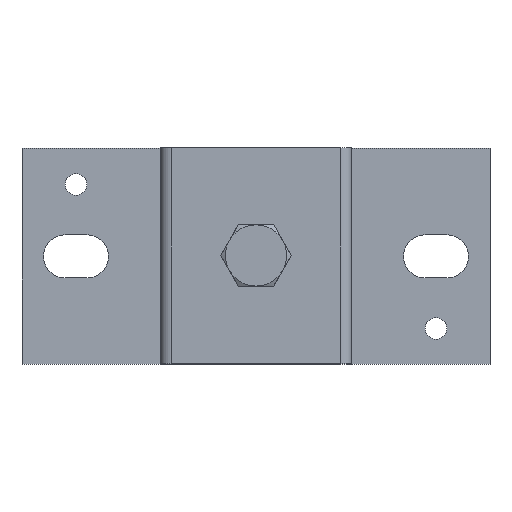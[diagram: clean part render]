
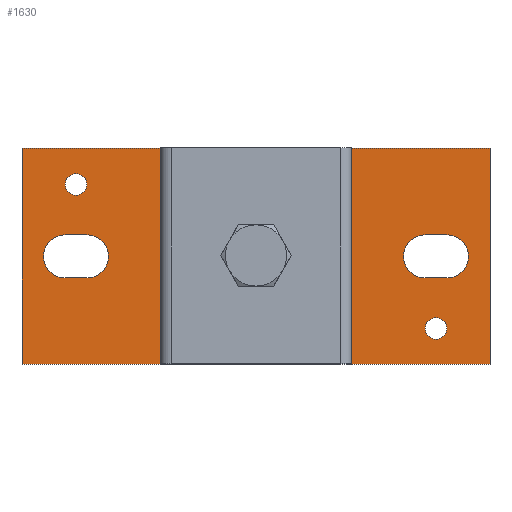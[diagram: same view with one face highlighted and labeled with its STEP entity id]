
A CAD part, top view. The second image highlights one B-rep face of the part: STEP entity #1630.
In plain terms, the highlighted planar face has unit normal (0, 0, 1).
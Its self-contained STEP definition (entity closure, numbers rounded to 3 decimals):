
#239=CIRCLE($,#1723,12.5);
#241=CIRCLE($,#1727,12.5);
#243=CIRCLE($,#1731,6.);
#245=CIRCLE($,#1735,6.);
#247=CIRCLE($,#1739,6.);
#249=CIRCLE($,#1743,6.);
#251=CIRCLE($,#1747,3.);
#253=CIRCLE($,#1750,3.);
#308=LINE($,#2760,#434);
#312=LINE($,#2770,#438);
#316=LINE($,#2784,#442);
#320=LINE($,#2794,#446);
#324=LINE($,#2808,#450);
#328=LINE($,#2818,#454);
#329=LINE($,#2832,#455);
#333=LINE($,#2840,#459);
#336=LINE($,#2846,#462);
#339=LINE($,#2851,#465);
#434=VECTOR($,#1919,15.);
#438=VECTOR($,#1931,15.);
#442=VECTOR($,#1943,6.);
#446=VECTOR($,#1955,6.);
#450=VECTOR($,#1967,6.);
#454=VECTOR($,#1979,6.);
#455=VECTOR($,#1994,60.);
#459=VECTOR($,#2000,130.);
#462=VECTOR($,#2005,60.);
#465=VECTOR($,#2010,130.);
#561=FACE_BOUND($,#620,.T.);
#562=FACE_BOUND($,#621,.T.);
#563=FACE_BOUND($,#622,.T.);
#564=FACE_BOUND($,#623,.T.);
#565=FACE_BOUND($,#624,.T.);
#566=FACE_BOUND($,#625,.T.);
#620=EDGE_LOOP($,(#1226,#1227,#1228,#1229));
#621=EDGE_LOOP($,(#1230,#1231,#1232,#1233));
#622=EDGE_LOOP($,(#1234,#1235,#1236,#1237));
#623=EDGE_LOOP($,(#1238));
#624=EDGE_LOOP($,(#1239));
#625=EDGE_LOOP($,(#1240,#1241,#1242,#1243));
#739=VERTEX_POINT($,#2751);
#740=VERTEX_POINT($,#2753);
#742=VERTEX_POINT($,#2759);
#744=VERTEX_POINT($,#2765);
#747=VERTEX_POINT($,#2775);
#748=VERTEX_POINT($,#2777);
#750=VERTEX_POINT($,#2783);
#752=VERTEX_POINT($,#2789);
#755=VERTEX_POINT($,#2799);
#756=VERTEX_POINT($,#2801);
#758=VERTEX_POINT($,#2807);
#760=VERTEX_POINT($,#2813);
#762=VERTEX_POINT($,#2822);
#764=VERTEX_POINT($,#2827);
#765=VERTEX_POINT($,#2830);
#766=VERTEX_POINT($,#2831);
#769=VERTEX_POINT($,#2839);
#771=VERTEX_POINT($,#2845);
#899=EDGE_CURVE($,#740,#739,#239,.T.);
#902=EDGE_CURVE($,#742,#740,#308,.T.);
#905=EDGE_CURVE($,#744,#742,#241,.T.);
#908=EDGE_CURVE($,#739,#744,#312,.T.);
#911=EDGE_CURVE($,#748,#747,#243,.T.);
#914=EDGE_CURVE($,#750,#748,#316,.T.);
#917=EDGE_CURVE($,#752,#750,#245,.T.);
#920=EDGE_CURVE($,#747,#752,#320,.T.);
#923=EDGE_CURVE($,#756,#755,#247,.T.);
#926=EDGE_CURVE($,#758,#756,#324,.T.);
#929=EDGE_CURVE($,#760,#758,#249,.T.);
#932=EDGE_CURVE($,#755,#760,#328,.T.);
#934=EDGE_CURVE($,#762,#762,#251,.T.);
#936=EDGE_CURVE($,#764,#764,#253,.T.);
#937=EDGE_CURVE($,#765,#766,#329,.T.);
#941=EDGE_CURVE($,#766,#769,#333,.T.);
#944=EDGE_CURVE($,#769,#771,#336,.T.);
#947=EDGE_CURVE($,#771,#765,#339,.T.);
#1226=ORIENTED_EDGE($,*,*,#899,.T.);
#1227=ORIENTED_EDGE($,*,*,#908,.T.);
#1228=ORIENTED_EDGE($,*,*,#905,.T.);
#1229=ORIENTED_EDGE($,*,*,#902,.T.);
#1230=ORIENTED_EDGE($,*,*,#911,.T.);
#1231=ORIENTED_EDGE($,*,*,#920,.T.);
#1232=ORIENTED_EDGE($,*,*,#917,.T.);
#1233=ORIENTED_EDGE($,*,*,#914,.T.);
#1234=ORIENTED_EDGE($,*,*,#923,.T.);
#1235=ORIENTED_EDGE($,*,*,#932,.T.);
#1236=ORIENTED_EDGE($,*,*,#929,.T.);
#1237=ORIENTED_EDGE($,*,*,#926,.T.);
#1238=ORIENTED_EDGE($,*,*,#934,.T.);
#1239=ORIENTED_EDGE($,*,*,#936,.T.);
#1240=ORIENTED_EDGE($,*,*,#937,.F.);
#1241=ORIENTED_EDGE($,*,*,#947,.F.);
#1242=ORIENTED_EDGE($,*,*,#944,.F.);
#1243=ORIENTED_EDGE($,*,*,#941,.F.);
#1564=PLANE($,#1756);
#1630=ADVANCED_FACE($,(#561,#562,#563,#564,#565,#566),#1564,.T.);
#1723=AXIS2_PLACEMENT_3D($,#2754,#1913,#1914);
#1727=AXIS2_PLACEMENT_3D($,#2766,#1925,#1926);
#1731=AXIS2_PLACEMENT_3D($,#2778,#1937,#1938);
#1735=AXIS2_PLACEMENT_3D($,#2790,#1949,#1950);
#1739=AXIS2_PLACEMENT_3D($,#2802,#1961,#1962);
#1743=AXIS2_PLACEMENT_3D($,#2814,#1973,#1974);
#1747=AXIS2_PLACEMENT_3D($,#2823,#1984,#1985);
#1750=AXIS2_PLACEMENT_3D($,#2828,#1990,#1991);
#1756=AXIS2_PLACEMENT_3D($,#2854,#2014,#2015);
#1913=DIRECTION('center_axis',(0.,0.,-1.));
#1914=DIRECTION('ref_axis',(1.,0.,0.));
#1919=DIRECTION($,(0.,-1.,0.));
#1925=DIRECTION('center_axis',(0.,0.,-1.));
#1926=DIRECTION('ref_axis',(-1.,0.,0.));
#1931=DIRECTION($,(0.,1.,0.));
#1937=DIRECTION('center_axis',(0.,0.,-1.));
#1938=DIRECTION('ref_axis',(0.,-1.,0.));
#1943=DIRECTION($,(-1.,0.,0.));
#1949=DIRECTION('center_axis',(0.,0.,-1.));
#1950=DIRECTION('ref_axis',(0.,1.,0.));
#1955=DIRECTION($,(1.,0.,0.));
#1961=DIRECTION('center_axis',(0.,0.,-1.));
#1962=DIRECTION('ref_axis',(0.,-1.,0.));
#1967=DIRECTION($,(-1.,0.,0.));
#1973=DIRECTION('center_axis',(0.,0.,-1.));
#1974=DIRECTION('ref_axis',(0.,1.,0.));
#1979=DIRECTION($,(1.,0.,0.));
#1984=DIRECTION('center_axis',(0.,0.,-1.));
#1985=DIRECTION('ref_axis',(-1.,0.,0.));
#1990=DIRECTION('center_axis',(0.,0.,-1.));
#1991=DIRECTION('ref_axis',(-1.,0.,0.));
#1994=DIRECTION($,(0.,1.,0.));
#2000=DIRECTION($,(1.,0.,0.));
#2005=DIRECTION($,(0.,-1.,0.));
#2010=DIRECTION($,(-1.,0.,0.));
#2014=DIRECTION('center_axis',(0.,0.,1.));
#2015=DIRECTION('ref_axis',(1.,0.,0.));
#2751=CARTESIAN_POINT('',(52.5,22.5,10.));
#2753=CARTESIAN_POINT('',(77.5,22.5,10.));
#2754=CARTESIAN_POINT('Origin',(65.,22.5,10.));
#2759=CARTESIAN_POINT('',(77.5,37.5,10.));
#2760=CARTESIAN_POINT($,(77.5,26.25,10.));
#2765=CARTESIAN_POINT('',(52.5,37.5,10.));
#2766=CARTESIAN_POINT('Origin',(65.,37.5,10.));
#2770=CARTESIAN_POINT($,(52.5,33.75,10.));
#2775=CARTESIAN_POINT('',(12.,36.,10.));
#2777=CARTESIAN_POINT('',(12.,24.,10.));
#2778=CARTESIAN_POINT('Origin',(12.,30.,10.));
#2783=CARTESIAN_POINT('',(18.,24.,10.));
#2784=CARTESIAN_POINT($,(38.5,24.,10.));
#2789=CARTESIAN_POINT('',(18.,36.,10.));
#2790=CARTESIAN_POINT('Origin',(18.,30.,10.));
#2794=CARTESIAN_POINT($,(41.5,36.,10.));
#2799=CARTESIAN_POINT('',(112.,36.,10.));
#2801=CARTESIAN_POINT('',(112.,24.,10.));
#2802=CARTESIAN_POINT('Origin',(112.,30.,10.));
#2807=CARTESIAN_POINT('',(118.,24.,10.));
#2808=CARTESIAN_POINT($,(88.5,24.,10.));
#2813=CARTESIAN_POINT('',(118.,36.,10.));
#2814=CARTESIAN_POINT('Origin',(118.,30.,10.));
#2818=CARTESIAN_POINT($,(91.5,36.,10.));
#2822=CARTESIAN_POINT('',(118.,10.,10.));
#2823=CARTESIAN_POINT('Origin',(115.,10.,10.));
#2827=CARTESIAN_POINT('',(18.,50.,10.));
#2828=CARTESIAN_POINT('Origin',(15.,50.,10.));
#2830=CARTESIAN_POINT('',(0.,0.,10.));
#2831=CARTESIAN_POINT('',(0.,60.,10.));
#2832=CARTESIAN_POINT($,(0.,60.,10.));
#2839=CARTESIAN_POINT('',(130.,60.,10.));
#2840=CARTESIAN_POINT($,(130.,60.,10.));
#2845=CARTESIAN_POINT('',(130.,0.,10.));
#2846=CARTESIAN_POINT($,(130.,0.,10.));
#2851=CARTESIAN_POINT($,(0.,0.,10.));
#2854=CARTESIAN_POINT('Origin',(65.,30.,10.));
